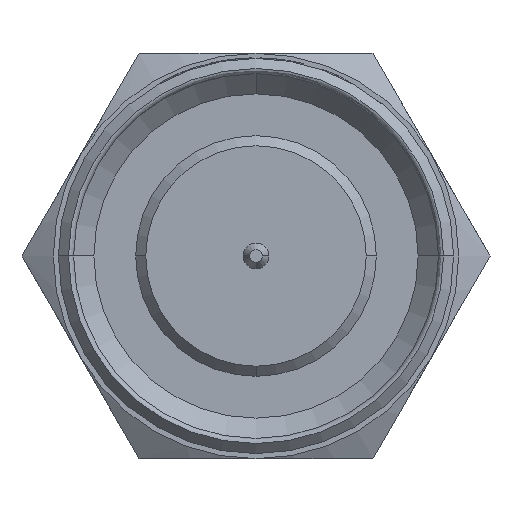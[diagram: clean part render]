
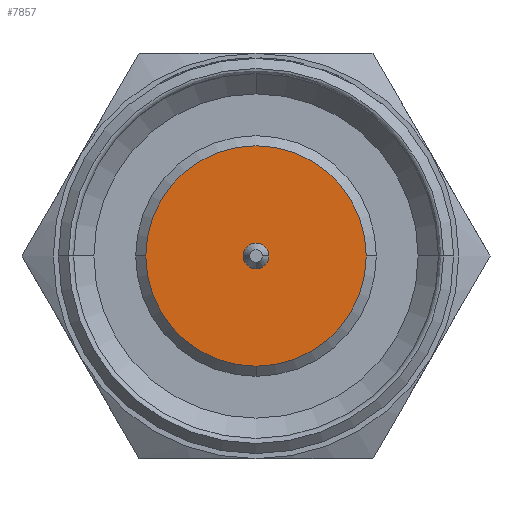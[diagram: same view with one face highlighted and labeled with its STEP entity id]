
A CAD part, left-side view. The second image highlights one B-rep face of the part: STEP entity #7857.
In plain terms, the highlighted planar face has unit normal (-1, 0, 0).
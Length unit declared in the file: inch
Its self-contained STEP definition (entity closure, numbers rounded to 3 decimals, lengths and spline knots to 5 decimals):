
#126 = FACE_BOUND ( 'NONE', #2960, .T. ) ;
#136 = VERTEX_POINT ( 'NONE', #3682 ) ;
#163 = DIRECTION ( 'NONE',  ( 1., 0., 0. ) ) ;
#285 = CARTESIAN_POINT ( 'NONE',  ( 0.08701, -0.01004, 0. ) ) ;
#304 = CARTESIAN_POINT ( 'NONE',  ( 0.08701, 0., 0.01004 ) ) ;
#818 = DIRECTION ( 'NONE',  ( 1., 0., 0. ) ) ;
#1109 = VERTEX_POINT ( 'NONE', #304 ) ;
#1156 = CIRCLE ( 'NONE', #6341, 0.08563 ) ;
#1224 = ORIENTED_EDGE ( 'NONE', *, *, #4436, .T. ) ;
#1300 = DIRECTION ( 'NONE',  ( 1., 0., 0. ) ) ;
#1364 = DIRECTION ( 'NONE',  ( 0., 0., -1. ) ) ;
#1440 = EDGE_CURVE ( 'NONE', #3580, #136, #6086, .T. ) ;
#1521 = DIRECTION ( 'NONE',  ( 0., 0., 1. ) ) ;
#1535 = DIRECTION ( 'NONE',  ( 1., 0., 0. ) ) ;
#1538 = EDGE_LOOP ( 'NONE', ( #8714, #9151, #4394 ) ) ;
#1556 = CARTESIAN_POINT ( 'NONE',  ( 0.08701, 0., 0. ) ) ;
#1797 = DIRECTION ( 'NONE',  ( 0., 0., -1. ) ) ;
#1946 = CARTESIAN_POINT ( 'NONE',  ( 0.08701, 0., 0. ) ) ;
#2025 = ORIENTED_EDGE ( 'NONE', *, *, #8886, .T. ) ;
#2213 = AXIS2_PLACEMENT_3D ( 'NONE', #1946, #1300, #7468 ) ;
#2355 = VERTEX_POINT ( 'NONE', #285 ) ;
#2845 = EDGE_CURVE ( 'NONE', #136, #9141, #8584, .T. ) ;
#2960 = EDGE_LOOP ( 'NONE', ( #5499, #1224, #2025 ) ) ;
#3575 = CIRCLE ( 'NONE', #5051, 0.01004 ) ;
#3580 = VERTEX_POINT ( 'NONE', #8757 ) ;
#3682 = CARTESIAN_POINT ( 'NONE',  ( 0.08701, -0.08563, 0. ) ) ;
#3704 = AXIS2_PLACEMENT_3D ( 'NONE', #5025, #1535, #1364 ) ;
#3790 = VERTEX_POINT ( 'NONE', #6739 ) ;
#4394 = ORIENTED_EDGE ( 'NONE', *, *, #7086, .F. ) ;
#4436 = EDGE_CURVE ( 'NONE', #1109, #2355, #3575, .T. ) ;
#4955 = CIRCLE ( 'NONE', #7312, 0.01004 ) ;
#5012 = CARTESIAN_POINT ( 'NONE',  ( 0.08701, 0., 0. ) ) ;
#5025 = CARTESIAN_POINT ( 'NONE',  ( 0.08701, 0., 0. ) ) ;
#5051 = AXIS2_PLACEMENT_3D ( 'NONE', #1556, #818, #8007 ) ;
#5499 = ORIENTED_EDGE ( 'NONE', *, *, #8401, .T. ) ;
#5874 = CARTESIAN_POINT ( 'NONE',  ( 0.08701, 0., -0.08563 ) ) ;
#6086 = CIRCLE ( 'NONE', #3704, 0.08563 ) ;
#6121 = AXIS2_PLACEMENT_3D ( 'NONE', #7933, #6327, #6972 ) ;
#6327 = DIRECTION ( 'NONE',  ( 1., 0., 0. ) ) ;
#6341 = AXIS2_PLACEMENT_3D ( 'NONE', #8986, #6898, #1797 ) ;
#6403 = DIRECTION ( 'NONE',  ( -1., 0., 0. ) ) ;
#6739 = CARTESIAN_POINT ( 'NONE',  ( 0.08701, 0.01004, 0. ) ) ;
#6898 = DIRECTION ( 'NONE',  ( 1., 0., 0. ) ) ;
#6972 = DIRECTION ( 'NONE',  ( 0., 0., 1. ) ) ;
#7086 = EDGE_CURVE ( 'NONE', #9141, #3580, #1156, .T. ) ;
#7090 = PLANE ( 'NONE',  #9004 ) ;
#7312 = AXIS2_PLACEMENT_3D ( 'NONE', #8049, #163, #7403 ) ;
#7403 = DIRECTION ( 'NONE',  ( 0., 0., 1. ) ) ;
#7468 = DIRECTION ( 'NONE',  ( 0., 0., -1. ) ) ;
#7857 = ADVANCED_FACE ( 'NONE', ( #126, #9180 ), #7090, .T. ) ;
#7933 = CARTESIAN_POINT ( 'NONE',  ( 0.08701, 0., 0. ) ) ;
#8007 = DIRECTION ( 'NONE',  ( 0., 0., 1. ) ) ;
#8049 = CARTESIAN_POINT ( 'NONE',  ( 0.08701, 0., 0. ) ) ;
#8401 = EDGE_CURVE ( 'NONE', #3790, #1109, #4955, .T. ) ;
#8584 = CIRCLE ( 'NONE', #2213, 0.08563 ) ;
#8714 = ORIENTED_EDGE ( 'NONE', *, *, #2845, .F. ) ;
#8757 = CARTESIAN_POINT ( 'NONE',  ( 0.08701, 0.08563, 0. ) ) ;
#8886 = EDGE_CURVE ( 'NONE', #2355, #3790, #8930, .T. ) ;
#8930 = CIRCLE ( 'NONE', #6121, 0.01004 ) ;
#8986 = CARTESIAN_POINT ( 'NONE',  ( 0.08701, 0., 0. ) ) ;
#9004 = AXIS2_PLACEMENT_3D ( 'NONE', #5012, #6403, #1521 ) ;
#9141 = VERTEX_POINT ( 'NONE', #5874 ) ;
#9151 = ORIENTED_EDGE ( 'NONE', *, *, #1440, .F. ) ;
#9180 = FACE_OUTER_BOUND ( 'NONE', #1538, .T. ) ;
